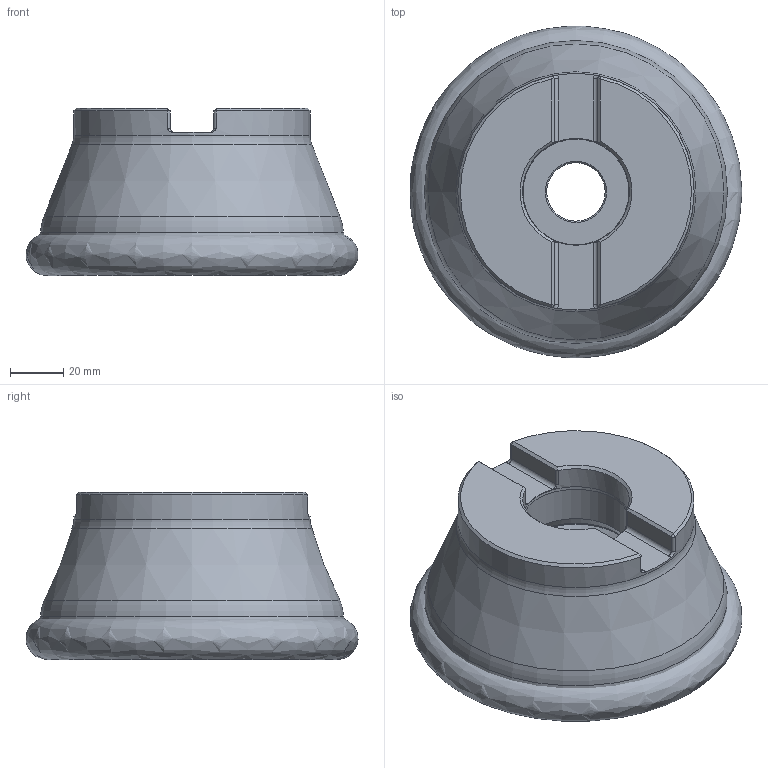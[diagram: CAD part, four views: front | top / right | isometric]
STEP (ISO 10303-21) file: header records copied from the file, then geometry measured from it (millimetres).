
FILE_DESCRIPTION(/* description */ (''),/* implementation_level */ '2;1');
FILE_NAME(/* name */ '125A07R-SMORC16-C_115008959ndi000_00_SIM.stp',/* time_stamp */ '2019-07-09T13:45:53+02:00',/* author */ (''),/* organization */ (''),/* preprocessor_version */ 'ST-DEVELOPER v16.7',/* originating_system */ 'SIEMENS PLM Software NX 12.0',/* authorisation */ '');
FILE_SCHEMA (('AUTOMOTIVE_DESIGN { 1 0 10303 214 3 1 1 1 }'));
Length unit declared in the file: millimetre
Products named in the file (1): hm1525ECE5A8d970
Bounding box: 124.93 x 124.98 x 63 mm (x, y, z)
Volume: 458736.1 mm3; surface area: 60451.8 mm2
Topology: 2 solids, 2 shells, 67 faces, 167 edges, 99 vertices
Faces by surface type: cylinder 19, torus 16, plane 15, cone 15, bspline 1, revolution 1
Full cylindrical faces by diameter (mm): 22 x1, 36.1 x1, 40.008 x1, 40.2 x1, 89 x1
Entity records: 2114 total; most frequent: CARTESIAN_POINT 648, DIRECTION 307, ORIENTED_EDGE 266, AXIS2_PLACEMENT_3D 135, EDGE_CURVE 133, VERTEX_POINT 92, EDGE_LOOP 90, ADVANCED_FACE 67
